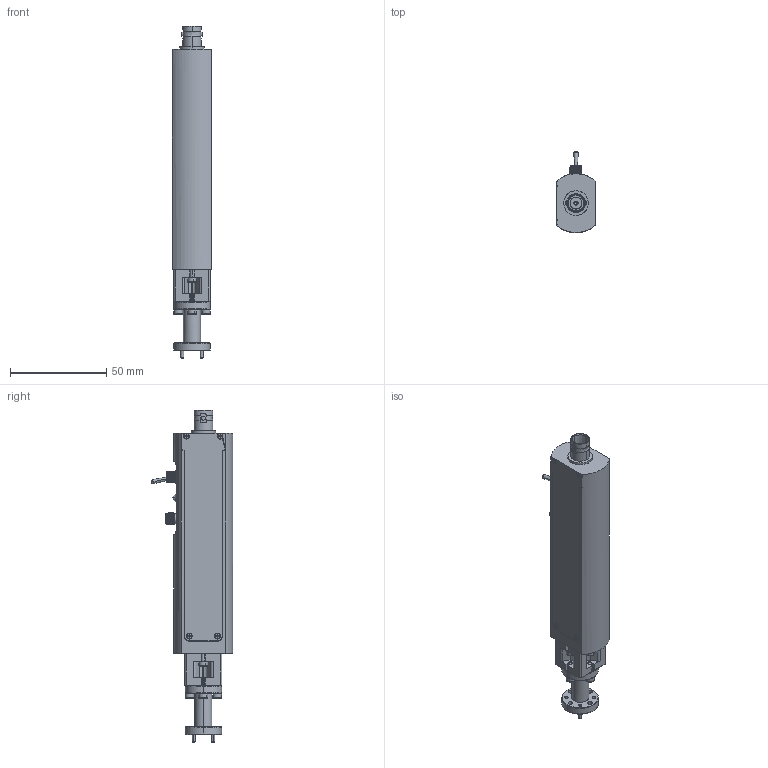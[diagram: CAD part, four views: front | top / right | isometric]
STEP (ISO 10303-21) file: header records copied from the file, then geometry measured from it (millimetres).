
FILE_DESCRIPTION (( 'STEP AP214' ), '1' );
FILE_NAME ('TZ-WW-A, Defeatured.STEP', '2024-07-19T21:03:50', ( '' ), ( '' ), 'SwSTEP 2.0', 'SolidWorks 2021', '' );
FILE_SCHEMA (( 'AUTOMOTIVE_DESIGN' ));
Length unit declared in the file: inch
Products named in the file (1): TZ-WW-A, Defeatured
Bounding box: 20.32 x 42.25 x 172.29 mm (x, y, z)
Surface area: 18922 mm2 (no closed solid volume)
Topology: 0 solids, 8 shells, 1277 faces, 3466 edges, 2224 vertices
Faces by surface type: plane 492, cylinder 407, cone 194, bspline 166, torus 16, sphere 2
Entity records: 63210 total; most frequent: CARTESIAN_POINT 38634, ORIENTED_EDGE 6854, EDGE_CURVE 3453, B_SPLINE_CURVE_WITH_KNOTS 3389, DIRECTION 2224, VERTEX_POINT 2224, EDGE_LOOP 1394, FACE_OUTER_BOUND 1277
